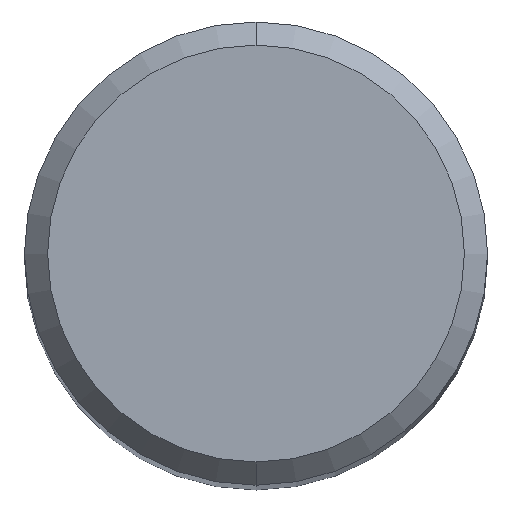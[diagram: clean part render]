
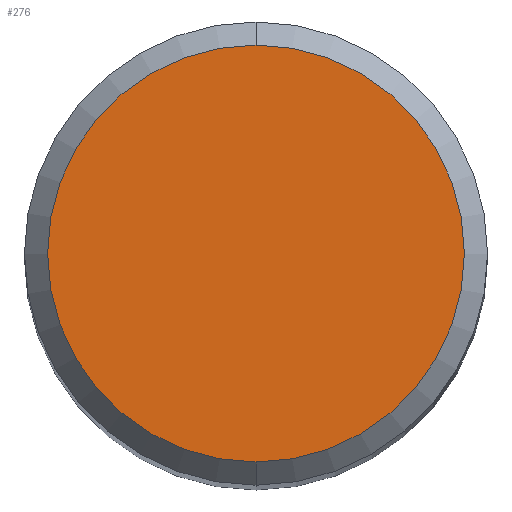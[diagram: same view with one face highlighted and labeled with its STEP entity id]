
A CAD part, top view. The second image highlights one B-rep face of the part: STEP entity #276.
In plain terms, the highlighted planar face has unit normal (0, 0, 1).
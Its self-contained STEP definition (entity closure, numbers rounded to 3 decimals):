
#202=EDGE_CURVE('',#356,#252,#506,.T.);
#252=VERTEX_POINT('',#560);
#276=ADVANCED_FACE('',(#589),#590,.T.);
#356=VERTEX_POINT('',#676);
#402=EDGE_CURVE('',#252,#356,#729,.T.);
#506=CIRCLE('',#891,3.6);
#560=CARTESIAN_POINT('',(0.0,3.6,0.0));
#589=FACE_OUTER_BOUND('',#1029,.T.);
#590=PLANE('',#1030);
#676=CARTESIAN_POINT('',(0.,-3.6,0.0));
#729=CIRCLE('',#1298,3.6);
#891=AXIS2_PLACEMENT_3D('',#1459,#1460,#1461);
#1029=EDGE_LOOP('',(#1568,#1569));
#1030=AXIS2_PLACEMENT_3D('',#1570,#1571,#1572);
#1298=AXIS2_PLACEMENT_3D('',#1731,#1732,#1733);
#1459=CARTESIAN_POINT('',(0.0,0.0,0.0));
#1460=DIRECTION('',(0.0,0.0,-1.0));
#1461=DIRECTION('',(0.0,1.0,0.0));
#1568=ORIENTED_EDGE('',*,*,#402,.F.);
#1569=ORIENTED_EDGE('',*,*,#202,.F.);
#1570=CARTESIAN_POINT('',(0.0,1.8,0.0));
#1571=DIRECTION('',(-0.0,0.0,1.0));
#1572=DIRECTION('',(0.0,-1.0,0.0));
#1731=CARTESIAN_POINT('',(0.0,0.0,0.0));
#1732=DIRECTION('',(0.0,0.0,-1.0));
#1733=DIRECTION('',(0.0,1.0,0.0));
